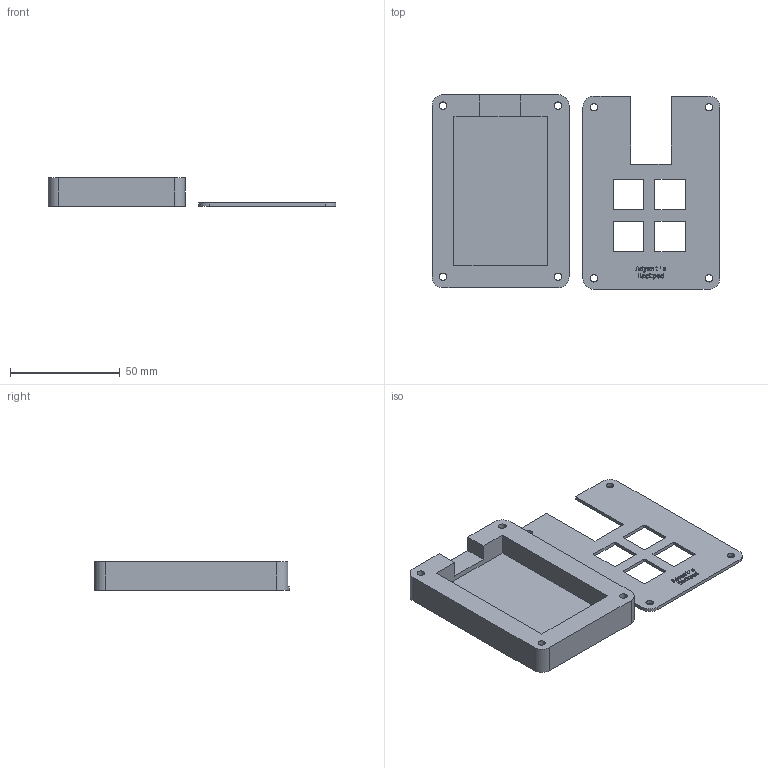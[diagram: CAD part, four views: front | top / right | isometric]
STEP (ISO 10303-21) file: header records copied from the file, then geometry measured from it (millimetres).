
FILE_DESCRIPTION(/* description */ (''),/* implementation_level */ '2;1');
FILE_NAME(/* name */ 'top-bottom-case.step',/* time_stamp */ '2025-12-31T15:17:47-08:00',/* author */ (''),/* organization */ (''),/* preprocessor_version */ 'ST-DEVELOPER v20.1',/* originating_system */ 'Autodesk Translation Framework v14.10.0.0',/* authorisation */ '');
FILE_SCHEMA (('AUTOMOTIVE_DESIGN { 1 0 10303 214 3 1 1 }'));
Length unit declared in the file: millimetre
Products named in the file (3): 2025-12-27-18-38-44-886; 2025-12-29-21-18-07-287; 2025-12-31-15-12-50-345
Assembly tree (1 placements, depth 2):
  2025-12-27-18-38-44-886
  2025-12-29-21-18-07-287
    2025-12-31-15-12-50-345
Bounding box: 131.29 x 88.7 x 13 mm (x, y, z)
Volume: 46354.2 mm3; surface area: 26547 mm2
Topology: 2 solids, 2 shells, 370 faces, 1020 edges, 680 vertices
Faces by surface type: plane 175, bspline 159, cylinder 36
Full cylindrical faces by diameter (mm): 3.4 x8, 6 x4
Entity records: 13308 total; most frequent: CARTESIAN_POINT 4778, ORIENTED_EDGE 2040, DIRECTION 1206, EDGE_CURVE 1020, VERTEX_POINT 680, LINE 630, VECTOR 630, EDGE_LOOP 420
